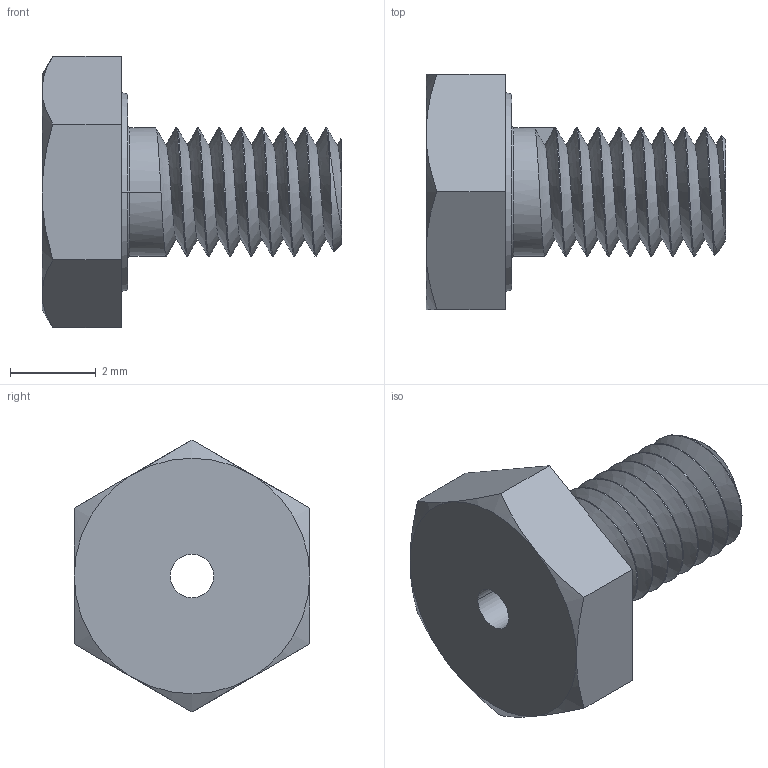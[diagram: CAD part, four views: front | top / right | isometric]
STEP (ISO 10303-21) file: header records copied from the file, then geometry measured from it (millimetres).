
FILE_DESCRIPTION((''),'2;1');
FILE_NAME('MH-305','2019-11-11T',('SYSTEM'),(''),'PRO/ENGINEER BY PARAMETRIC TECHNOLOGY CORPORATION, 2016360','PRO/ENGINEER BY PARAMETRIC TECHNOLOGY CORPORATION, 2016360','');
FILE_SCHEMA(('AUTOMOTIVE_DESIGN { 1 0 10303 214 1 1 1 1 }'));
Length unit declared in the file: millimetre
Products named in the file (1): MH-305
Bounding box: 7 x 5.5 x 6.35 mm (x, y, z)
Volume: 73.2 mm3; surface area: 180.5 mm2
Topology: 1 solids, 1 shells, 46 faces, 110 edges, 68 vertices
Faces by surface type: cylinder 18, plane 11, cone 9, bspline 6, torus 2
Entity records: 3364 total; most frequent: CARTESIAN_POINT 2225, ORIENTED_EDGE 220, DIRECTION 163, COLOUR_RGB 110, EDGE_CURVE 110, VERTEX_POINT 68, AXIS2_PLACEMENT_3D 62, EDGE_LOOP 50
